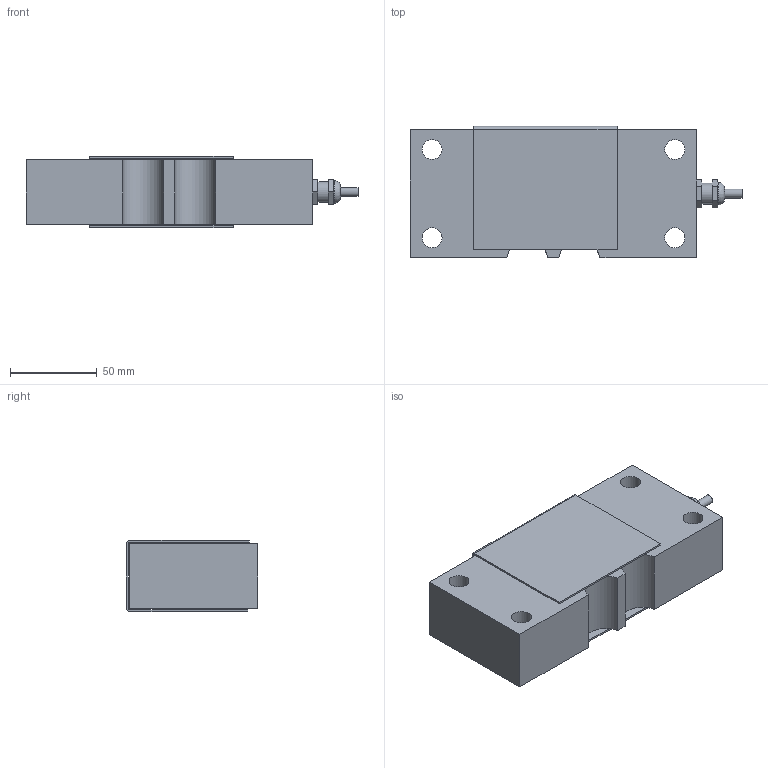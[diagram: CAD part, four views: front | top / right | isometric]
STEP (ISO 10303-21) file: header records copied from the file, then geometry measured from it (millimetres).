
FILE_DESCRIPTION(/* description */ (''),/* implementation_level */ '2;1');
FILE_NAME(/* name */ '108QSFL-250lb v3.step',/* time_stamp */ '2020-01-28T12:11:25-08:00',/* author */ (''),/* organization */ (''),/* preprocessor_version */ 'ST-DEVELOPER v18',/* originating_system */ 'Autodesk Translation Framework v8.12.0.6',/* authorisation */ '');
FILE_SCHEMA (('AUTOMOTIVE_DESIGN { 1 0 10303 214 3 1 1 }'));
Length unit declared in the file: inch
Products named in the file (2): 108QSFL-250lb; Connector
Assembly tree (1 placements, depth 2):
  108QSFL-250lb
    Connector
Bounding box: 191.13 x 75.56 x 40.89 mm (x, y, z)
Volume: 308291.2 mm3; surface area: 80238.6 mm2
Topology: 3 solids, 3 shells, 113 faces, 264 edges, 166 vertices
Faces by surface type: plane 56, cylinder 52, bspline 3, cone 2
Full cylindrical faces by diameter (mm): 4 x4, 5.1 x1, 6.566 x11, 7.938 x12, 10 x1, 11.5 x4, 12 x2, 13 x1
Entity records: 4427 total; most frequent: CARTESIAN_POINT 1827, ORIENTED_EDGE 524, DIRECTION 504, EDGE_CURVE 262, AXIS2_PLACEMENT_3D 174, VERTEX_POINT 166, LINE 156, VECTOR 156
